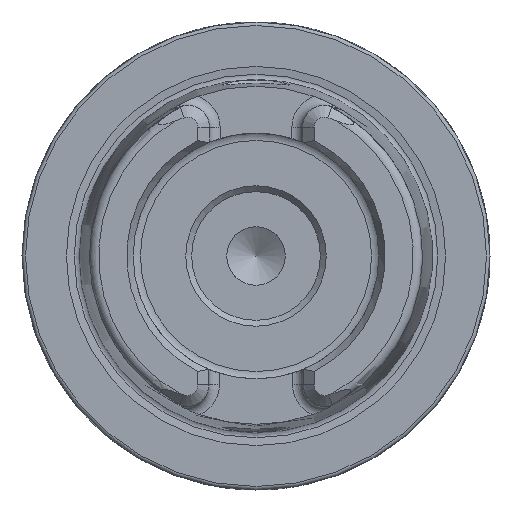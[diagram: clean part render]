
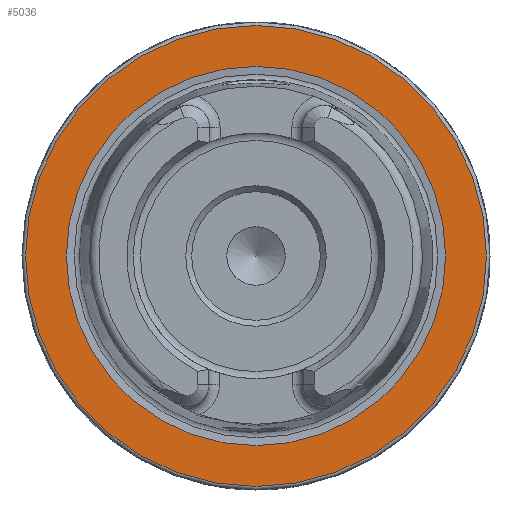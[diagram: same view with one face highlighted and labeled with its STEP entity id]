
A CAD part, left-side view. The second image highlights one B-rep face of the part: STEP entity #5036.
In plain terms, the highlighted planar face has unit normal (-1, 0, 0).
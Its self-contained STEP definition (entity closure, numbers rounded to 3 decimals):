
#868 = DIRECTION ( 'NONE',  ( 1., 0., 0. ) ) ;
#908 = CARTESIAN_POINT ( 'NONE',  ( 0., 0., 0. ) ) ;
#914 = EDGE_LOOP ( 'NONE', ( #4253 ) ) ;
#1655 = ORIENTED_EDGE ( 'NONE', *, *, #8304, .F. ) ;
#2122 = EDGE_CURVE ( 'NONE', #8005, #8005, #9439, .T. ) ;
#2940 = VERTEX_POINT ( 'NONE', #3010 ) ;
#3010 = CARTESIAN_POINT ( 'NONE',  ( 0., 0., 16.207 ) ) ;
#3306 = DIRECTION ( 'NONE',  ( -1., 0., 0. ) ) ;
#3522 = AXIS2_PLACEMENT_3D ( 'NONE', #3990, #3306, #4790 ) ;
#3990 = CARTESIAN_POINT ( 'NONE',  ( 0., 0., 0. ) ) ;
#4253 = ORIENTED_EDGE ( 'NONE', *, *, #2122, .T. ) ;
#4790 = DIRECTION ( 'NONE',  ( 0., 0., 1. ) ) ;
#4952 = FACE_BOUND ( 'NONE', #6257, .T. ) ;
#5036 = ADVANCED_FACE ( 'NONE', ( #4952, #6109 ), #6805, .F. ) ;
#5844 = CIRCLE ( 'NONE', #3522, 16.207 ) ;
#6109 = FACE_OUTER_BOUND ( 'NONE', #914, .T. ) ;
#6257 = EDGE_LOOP ( 'NONE', ( #1655 ) ) ;
#6805 = PLANE ( 'NONE',  #8454 ) ;
#6876 = DIRECTION ( 'NONE',  ( -1., 0., 0. ) ) ;
#7466 = DIRECTION ( 'NONE',  ( 0., 0., -1. ) ) ;
#8005 = VERTEX_POINT ( 'NONE', #8945 ) ;
#8161 = CARTESIAN_POINT ( 'NONE',  ( 0., 19.7, 0. ) ) ;
#8304 = EDGE_CURVE ( 'NONE', #2940, #2940, #5844, .T. ) ;
#8317 = DIRECTION ( 'NONE',  ( 0., 0., 1. ) ) ;
#8454 = AXIS2_PLACEMENT_3D ( 'NONE', #8161, #868, #7466 ) ;
#8945 = CARTESIAN_POINT ( 'NONE',  ( 0., 0., 19.7 ) ) ;
#9216 = AXIS2_PLACEMENT_3D ( 'NONE', #908, #6876, #8317 ) ;
#9439 = CIRCLE ( 'NONE', #9216, 19.7 ) ;
